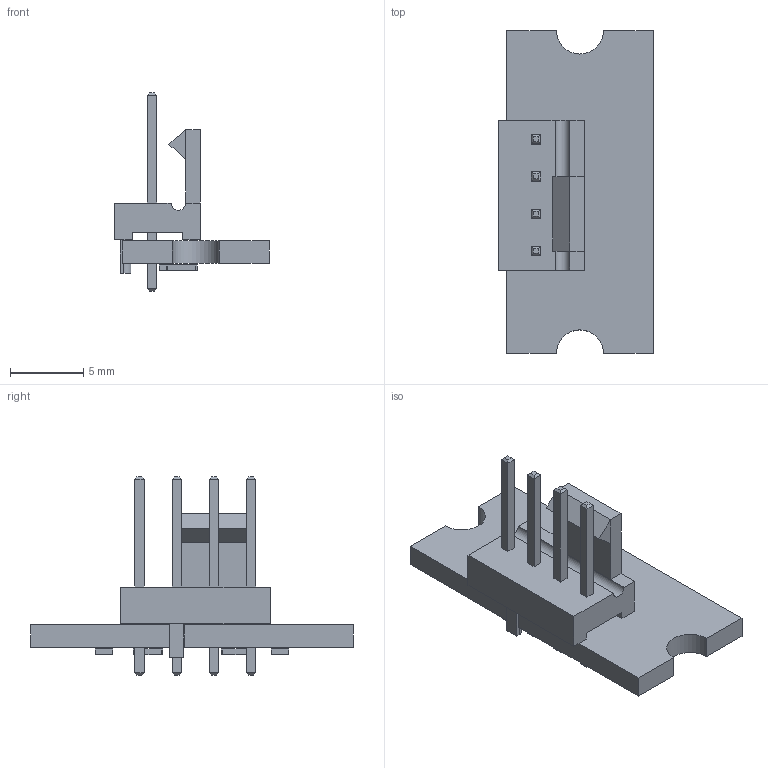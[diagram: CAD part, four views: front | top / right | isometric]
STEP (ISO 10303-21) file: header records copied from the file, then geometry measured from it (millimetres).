
FILE_DESCRIPTION(('KiCad electronic assembly'),'2;1');
FILE_NAME('CustomML2.step','2025-06-30T19:51:06',('Pcbnew'),('Kicad'), 'Open CASCADE STEP processor 7.8','KiCad to STEP converter','Unknown' );
FILE_SCHEMA(('AUTOMOTIVE_DESIGN { 1 0 10303 214 1 1 1 1 }'));
Length unit declared in the file: millimetre
Products named in the file (4): CustomML2 1; FanPinHeader_1x04_P2.54mm_Vertical; R_0805_2012Metric; CustomML2_PCB
Assembly tree (6 placements, depth 2):
  CustomML2 1
    FanPinHeader_1x04_P2.54mm_Vertical
    R_0805_2012Metric  x4
    CustomML2_PCB
Bounding box: 10.54 x 22 x 13.5 mm (x, y, z)
Volume: 497.3 mm3; surface area: 971.5 mm2
Topology: 6 solids, 6 shells, 220 faces, 541 edges, 342 vertices
Faces by surface type: plane 178, cylinder 42
Full cylindrical faces by diameter (mm): 1.02 x4
Entity records: 4975 total; most frequent: CARTESIAN_POINT 696, ORIENTED_EDGE 674, DIRECTION 671, EDGE_CURVE 337, LINE 301, VECTOR 301, VERTEX_POINT 210, AXIS2_PLACEMENT_3D 185
